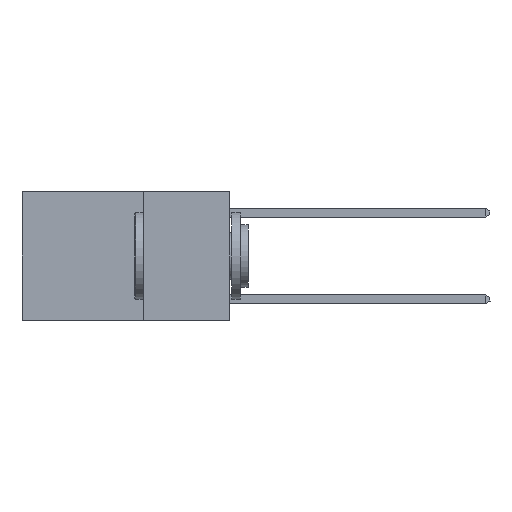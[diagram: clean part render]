
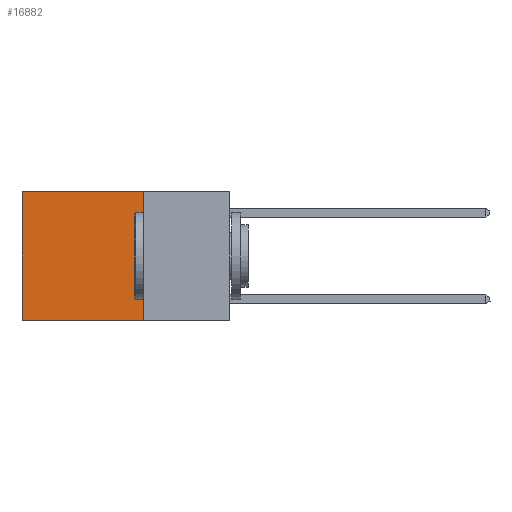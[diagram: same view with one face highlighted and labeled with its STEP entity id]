
A CAD part, left-side view. The second image highlights one B-rep face of the part: STEP entity #16882.
In plain terms, the highlighted planar face has unit normal (-1, 0, 0).
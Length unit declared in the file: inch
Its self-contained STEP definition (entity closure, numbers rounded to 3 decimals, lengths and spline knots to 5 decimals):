
#742 = DIRECTION ( 'NONE',  ( 0., 0., -1. ) ) ;
#1627 = DIRECTION ( 'NONE',  ( 0., 1., 0. ) ) ;
#2673 = VECTOR ( 'NONE', #19955, 39.37008 ) ;
#3153 = ORIENTED_EDGE ( 'NONE', *, *, #8062, .T. ) ;
#3370 = LINE ( 'NONE', #3861, #2673 ) ;
#3861 = CARTESIAN_POINT ( 'NONE',  ( 0.2625, 0.6, 0. ) ) ;
#4704 = VERTEX_POINT ( 'NONE', #13138 ) ;
#5307 = FACE_OUTER_BOUND ( 'NONE', #20797, .T. ) ;
#5676 = CARTESIAN_POINT ( 'NONE',  ( 0.2625, 0.25, -0.37 ) ) ;
#6770 = ORIENTED_EDGE ( 'NONE', *, *, #15386, .F. ) ;
#7191 = CARTESIAN_POINT ( 'NONE',  ( 0.2625, 0.6, 0. ) ) ;
#8062 = EDGE_CURVE ( 'NONE', #4704, #9319, #16166, .T. ) ;
#8962 = DIRECTION ( 'NONE',  ( 0., 0., -1. ) ) ;
#9298 = CARTESIAN_POINT ( 'NONE',  ( 0.2625, 0.25, 0. ) ) ;
#9319 = VERTEX_POINT ( 'NONE', #7191 ) ;
#9746 = EDGE_CURVE ( 'NONE', #9319, #21715, #3370, .T. ) ;
#11623 = LINE ( 'NONE', #13660, #23091 ) ;
#12244 = PLANE ( 'NONE',  #23692 ) ;
#12343 = EDGE_CURVE ( 'NONE', #22285, #21715, #20036, .T. ) ;
#12958 = ORIENTED_EDGE ( 'NONE', *, *, #12343, .F. ) ;
#13138 = CARTESIAN_POINT ( 'NONE',  ( 0.2625, 0.25, 0. ) ) ;
#13271 = VECTOR ( 'NONE', #1627, 39.37008 ) ;
#13660 = CARTESIAN_POINT ( 'NONE',  ( 0.2625, 0.25, 0. ) ) ;
#14582 = DIRECTION ( 'NONE',  ( 1., 0., 0. ) ) ;
#14939 = ORIENTED_EDGE ( 'NONE', *, *, #9746, .T. ) ;
#15386 = EDGE_CURVE ( 'NONE', #4704, #22285, #11623, .T. ) ;
#16166 = LINE ( 'NONE', #9298, #27552 ) ;
#16882 = ADVANCED_FACE ( 'NONE', ( #5307 ), #12244, .F. ) ;
#19955 = DIRECTION ( 'NONE',  ( 0., 0., -1. ) ) ;
#20036 = LINE ( 'NONE', #5676, #13271 ) ;
#20797 = EDGE_LOOP ( 'NONE', ( #14939, #12958, #6770, #3153 ) ) ;
#21715 = VERTEX_POINT ( 'NONE', #24594 ) ;
#22285 = VERTEX_POINT ( 'NONE', #25076 ) ;
#23091 = VECTOR ( 'NONE', #8962, 39.37008 ) ;
#23692 = AXIS2_PLACEMENT_3D ( 'NONE', #28216, #14582, #742 ) ;
#24594 = CARTESIAN_POINT ( 'NONE',  ( 0.2625, 0.6, -0.37 ) ) ;
#25076 = CARTESIAN_POINT ( 'NONE',  ( 0.2625, 0.25, -0.37 ) ) ;
#25354 = DIRECTION ( 'NONE',  ( 0., 1., 0. ) ) ;
#27552 = VECTOR ( 'NONE', #25354, 39.37008 ) ;
#28216 = CARTESIAN_POINT ( 'NONE',  ( 0.2625, 0.25, 0. ) ) ;
